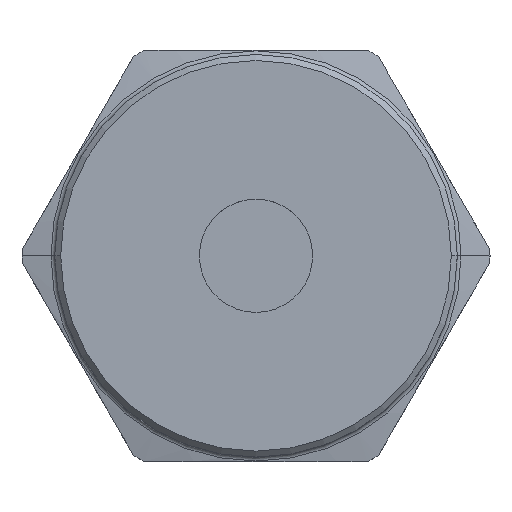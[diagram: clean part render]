
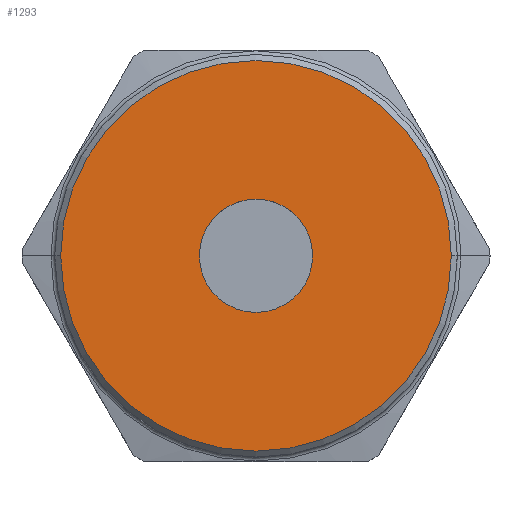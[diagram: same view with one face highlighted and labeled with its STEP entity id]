
A CAD part, top view. The second image highlights one B-rep face of the part: STEP entity #1293.
In plain terms, the highlighted planar face has unit normal (0, 0, 1).
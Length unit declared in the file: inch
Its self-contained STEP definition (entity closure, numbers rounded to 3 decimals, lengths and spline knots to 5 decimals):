
#178 = EDGE_CURVE ( 'NONE', #1635, #2327, #2768, .T. ) ;
#179 = EDGE_CURVE ( 'NONE', #368, #1642, #2774, .T. ) ;
#216 = EDGE_CURVE ( 'NONE', #2327, #1635, #2805, .T. ) ;
#230 = EDGE_CURVE ( 'NONE', #1642, #368, #2824, .T. ) ;
#275 = ORIENTED_EDGE ( 'NONE', *, *, #179, .T. ) ;
#276 = ORIENTED_EDGE ( 'NONE', *, *, #230, .T. ) ;
#345 = ORIENTED_EDGE ( 'NONE', *, *, #178, .F. ) ;
#346 = ORIENTED_EDGE ( 'NONE', *, *, #216, .F. ) ;
#368 = VERTEX_POINT ( 'NONE', #1031 ) ;
#395 = AXIS2_PLACEMENT_3D ( 'NONE', #1255, #1254, #1253 ) ;
#396 = AXIS2_PLACEMENT_3D ( 'NONE', #1249, #1248, #1247 ) ;
#413 = AXIS2_PLACEMENT_3D ( 'NONE', #761, #762, #763 ) ;
#419 = AXIS2_PLACEMENT_3D ( 'NONE', #794, #795, #796 ) ;
#469 = AXIS2_PLACEMENT_3D ( 'NONE', #1741, #1740, #1745 ) ;
#761 = CARTESIAN_POINT ( 'NONE',  ( 0., 0., 0.26 ) ) ;
#762 = DIRECTION ( 'NONE',  ( 0., 0., 1. ) ) ;
#763 = DIRECTION ( 'NONE',  ( 1., 0., 0. ) ) ;
#794 = CARTESIAN_POINT ( 'NONE',  ( 0., 0., 0.26 ) ) ;
#795 = DIRECTION ( 'NONE',  ( 0., 0., 1. ) ) ;
#796 = DIRECTION ( 'NONE',  ( 1., 0., 0. ) ) ;
#1031 = CARTESIAN_POINT ( 'NONE',  ( -0.3275, 0., 0.26 ) ) ;
#1247 = DIRECTION ( 'NONE',  ( 1., 0., 0. ) ) ;
#1248 = DIRECTION ( 'NONE',  ( 0., 0., 1. ) ) ;
#1249 = CARTESIAN_POINT ( 'NONE',  ( 0., 0., 0.26 ) ) ;
#1253 = DIRECTION ( 'NONE',  ( 1., 0., 0. ) ) ;
#1254 = DIRECTION ( 'NONE',  ( 0., 0., 1. ) ) ;
#1255 = CARTESIAN_POINT ( 'NONE',  ( 0., 0., 0.26 ) ) ;
#1293 = ADVANCED_FACE ( 'NONE', ( #2869, #2918 ), #1743, .T. ) ;
#1528 = CARTESIAN_POINT ( 'NONE',  ( 0.095, 0., 0.26 ) ) ;
#1534 = CARTESIAN_POINT ( 'NONE',  ( 0.3275, 0., 0.26 ) ) ;
#1570 = CARTESIAN_POINT ( 'NONE',  ( -0.095, 0., 0.26 ) ) ;
#1635 = VERTEX_POINT ( 'NONE', #1528 ) ;
#1642 = VERTEX_POINT ( 'NONE', #1534 ) ;
#1740 = DIRECTION ( 'NONE',  ( 0., 0., 1. ) ) ;
#1741 = CARTESIAN_POINT ( 'NONE',  ( 0., 0., 0.26 ) ) ;
#1743 = PLANE ( 'NONE',  #469 ) ;
#1745 = DIRECTION ( 'NONE',  ( 1., 0., 0. ) ) ;
#2327 = VERTEX_POINT ( 'NONE', #1570 ) ;
#2674 = EDGE_LOOP ( 'NONE', ( #275, #276 ) ) ;
#2689 = EDGE_LOOP ( 'NONE', ( #345, #346 ) ) ;
#2768 = CIRCLE ( 'NONE', #395, 0.095 ) ;
#2774 = CIRCLE ( 'NONE', #396, 0.3275 ) ;
#2805 = CIRCLE ( 'NONE', #413, 0.095 ) ;
#2824 = CIRCLE ( 'NONE', #419, 0.3275 ) ;
#2869 = FACE_BOUND ( 'NONE', #2689, .T. ) ;
#2918 = FACE_OUTER_BOUND ( 'NONE', #2674, .T. ) ;
